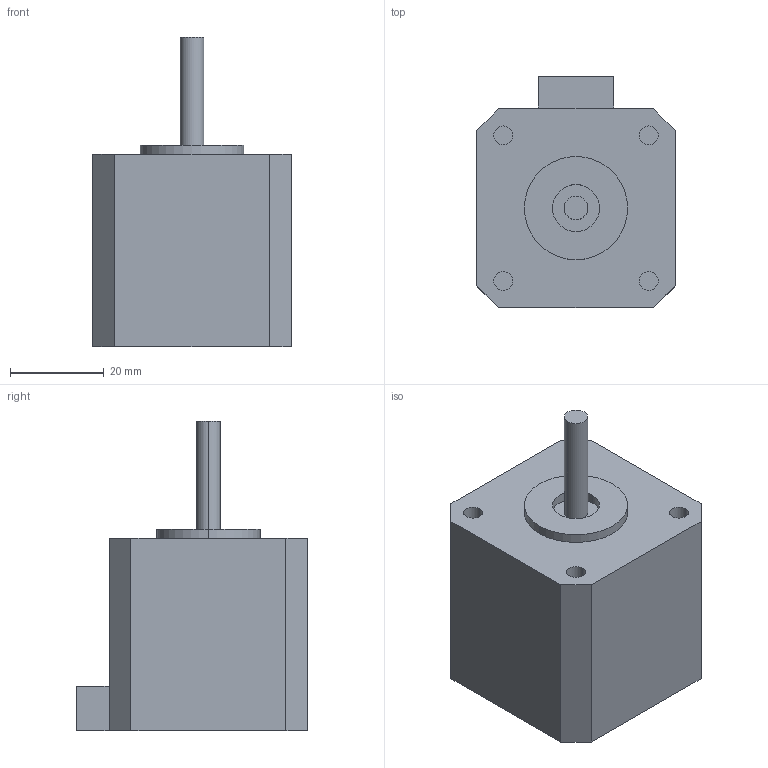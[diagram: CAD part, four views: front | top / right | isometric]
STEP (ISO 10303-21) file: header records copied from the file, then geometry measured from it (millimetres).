
FILE_DESCRIPTION((''),'2;1');
FILE_NAME('NEMA_17_STEPPER_MOTOR_','2020-12-28T11:53:32',('TINH LE'),(''),'CREO PARAMETRIC BY PTC INC, 2020154','CREO PARAMETRIC BY PTC INC, 2020154','');
FILE_SCHEMA(('CONFIG_CONTROL_DESIGN'));
Length unit declared in the file: millimetre
Products named in the file (1): NEMA_17_STEPPER_MOTOR_
Bounding box: 42.3 x 49.3 x 66 mm (x, y, z)
Volume: 73519.7 mm3; surface area: 11159.5 mm2
Topology: 1 solids, 1 shells, 35 faces, 78 edges, 52 vertices
Faces by surface type: plane 21, cylinder 14
Entity records: 1018 total; most frequent: DIRECTION 176, CARTESIAN_POINT 165, ORIENTED_EDGE 156, EDGE_CURVE 78, AXIS2_PLACEMENT_3D 63, VERTEX_POINT 52, VECTOR 50, LINE 50
